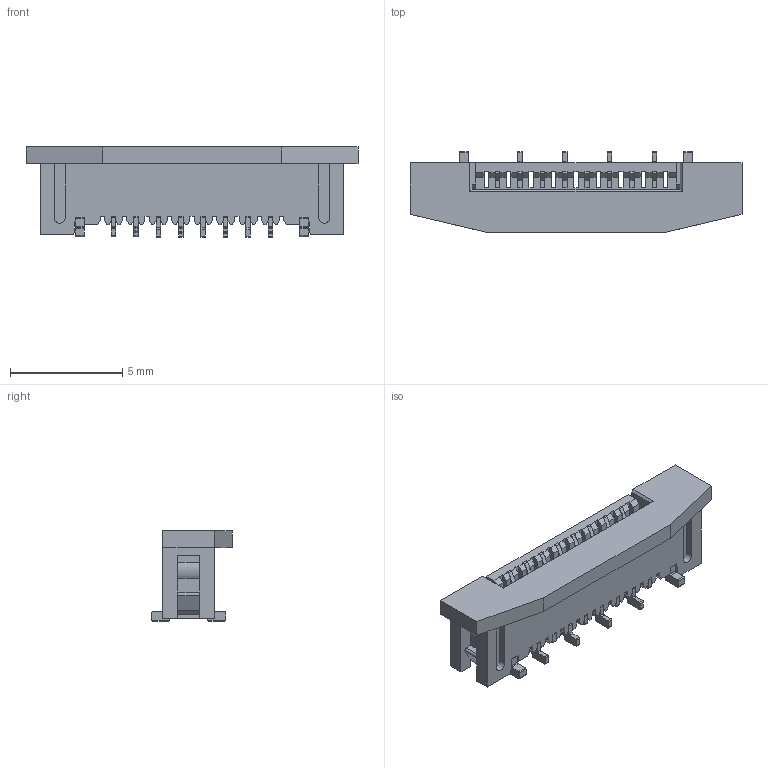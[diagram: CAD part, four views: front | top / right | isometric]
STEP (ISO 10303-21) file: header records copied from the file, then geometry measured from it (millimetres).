
FILE_DESCRIPTION( ( 'Unknown' ), '1' );
FILE_NAME( '686108183822.stp', 'Unknown', ( 'Unknown' ), ( 'Unknown' ), 'PSStep 18.0.17', 'Unknown', ' ' );
FILE_SCHEMA( ( 'AUTOMOTIVE_DESIGN { 1 0 10303 214 1 1 1 1 }' ) );
Length unit declared in the file: millimetre
Products named in the file (6): Assem1; 6861xx183822_Solder pad; 6861xx183822_pin1; 6861xx183822_pin2; 686108183822; 686108183822_Actuator
Assembly tree (12 placements, depth 2):
  Assem1
    6861xx183822_Solder pad  x2
    6861xx183822_pin1  x4
    6861xx183822_pin2  x4
    686108183822
    686108183822_Actuator
Bounding box: 14.8 x 3.6 x 4.03 mm (x, y, z)
Volume: 95.3 mm3; surface area: 542.5 mm2
Topology: 12 solids, 12 shells, 812 faces, 2552 edges, 1696 vertices
Faces by surface type: plane 608, cylinder 204
Entity records: 22331 total; most frequent: ORIENTED_EDGE 3346, CARTESIAN_POINT 3301, DIRECTION 2839, EDGE_CURVE 1673, LINE 1543, VECTOR 1543, VERTEX_POINT 1110, AXIS2_PLACEMENT_3D 648
